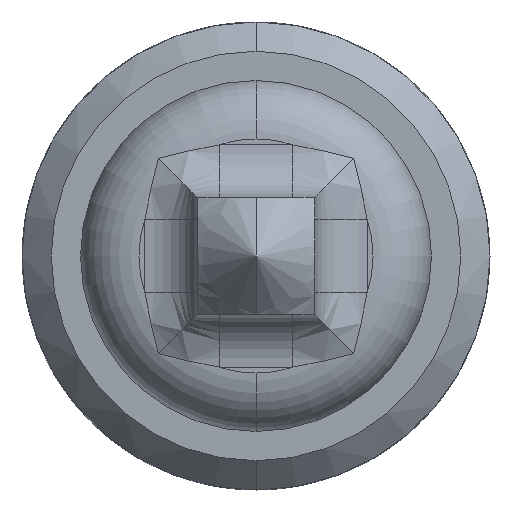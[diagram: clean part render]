
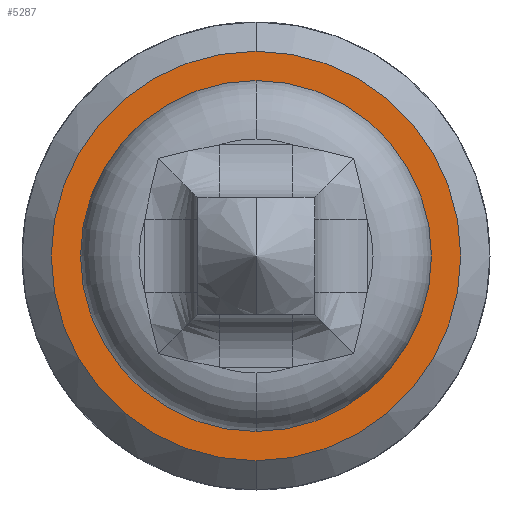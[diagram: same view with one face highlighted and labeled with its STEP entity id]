
A CAD part, front view. The second image highlights one B-rep face of the part: STEP entity #5287.
In plain terms, the highlighted planar face has unit normal (0, -1, 0).
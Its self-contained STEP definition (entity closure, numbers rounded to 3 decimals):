
#46 = ORIENTED_EDGE ( 'NONE', *, *, #3997, .T. ) ;
#134 = VERTEX_POINT ( 'NONE', #5150 ) ;
#258 = AXIS2_PLACEMENT_3D ( 'NONE', #313, #4403, #5000 ) ;
#313 = CARTESIAN_POINT ( 'NONE',  ( 0., -2., 0. ) ) ;
#606 = DIRECTION ( 'NONE',  ( 0., 1., 0. ) ) ;
#639 = VERTEX_POINT ( 'NONE', #1744 ) ;
#686 = DIRECTION ( 'NONE',  ( 0., 0., 1. ) ) ;
#1063 = CARTESIAN_POINT ( 'NONE',  ( 0., -2., -1.75 ) ) ;
#1247 = PLANE ( 'NONE',  #2839 ) ;
#1269 = DIRECTION ( 'NONE',  ( 0., 0., 1. ) ) ;
#1410 = CIRCLE ( 'NONE', #6784, 1.5 ) ;
#1711 = DIRECTION ( 'NONE',  ( 0., 1., 0. ) ) ;
#1737 = DIRECTION ( 'NONE',  ( 0., 0., 1. ) ) ;
#1744 = CARTESIAN_POINT ( 'NONE',  ( 0., -2., 1.5 ) ) ;
#1864 = EDGE_LOOP ( 'NONE', ( #46, #5915 ) ) ;
#1866 = ORIENTED_EDGE ( 'NONE', *, *, #6620, .F. ) ;
#1877 = FACE_BOUND ( 'NONE', #1864, .T. ) ;
#1898 = CARTESIAN_POINT ( 'NONE',  ( 1.75, -2., 0. ) ) ;
#2436 = DIRECTION ( 'NONE',  ( 0., 1., 0. ) ) ;
#2616 = AXIS2_PLACEMENT_3D ( 'NONE', #4097, #1711, #1737 ) ;
#2693 = VERTEX_POINT ( 'NONE', #4262 ) ;
#2839 = AXIS2_PLACEMENT_3D ( 'NONE', #1898, #2436, #686 ) ;
#3997 = EDGE_CURVE ( 'Defeature ausgef�hrt1_106+Defeature ausgef�hrt1_105+Defeature ausgef�hrt1_105+Defeature ausgef�hrt1_105', #639, #134, #6949, .T. ) ;
#4053 = FACE_OUTER_BOUND ( 'NONE', #5936, .T. ) ;
#4097 = CARTESIAN_POINT ( 'NONE',  ( 0., -2., 0. ) ) ;
#4262 = CARTESIAN_POINT ( 'NONE',  ( 0., -2., 1.75 ) ) ;
#4277 = EDGE_CURVE ( 'Defeature ausgef�hrt1_106+Defeature ausgef�hrt1_105+Defeature ausgef�hrt1_105+Defeature ausgef�hrt1_105', #134, #639, #1410, .T. ) ;
#4403 = DIRECTION ( 'NONE',  ( 0., 1., 0. ) ) ;
#4686 = CIRCLE ( 'NONE', #5715, 1.75 ) ;
#5000 = DIRECTION ( 'NONE',  ( 0., 0., 1. ) ) ;
#5150 = CARTESIAN_POINT ( 'NONE',  ( 0., -2., -1.5 ) ) ;
#5182 = ORIENTED_EDGE ( 'NONE', *, *, #6595, .F. ) ;
#5201 = DIRECTION ( 'NONE',  ( 0., 0., 1. ) ) ;
#5286 = CARTESIAN_POINT ( 'NONE',  ( 0., -2., 0. ) ) ;
#5287 = ADVANCED_FACE ( 'Defeature ausgef�hrt1_106', ( #4053, #1877 ), #1247, .F. ) ;
#5343 = DIRECTION ( 'NONE',  ( 0., 1., 0. ) ) ;
#5715 = AXIS2_PLACEMENT_3D ( 'NONE', #5286, #606, #5201 ) ;
#5915 = ORIENTED_EDGE ( 'NONE', *, *, #4277, .T. ) ;
#5936 = EDGE_LOOP ( 'NONE', ( #1866, #5182 ) ) ;
#6572 = VERTEX_POINT ( 'NONE', #1063 ) ;
#6595 = EDGE_CURVE ( 'Defeature ausgef�hrt1_107+Defeature ausgef�hrt1_106+Defeature ausgef�hrt1_106+Defeature ausgef�hrt1_106', #6572, #2693, #4686, .T. ) ;
#6620 = EDGE_CURVE ( 'Defeature ausgef�hrt1_107+Defeature ausgef�hrt1_106+Defeature ausgef�hrt1_106+Defeature ausgef�hrt1_106', #2693, #6572, #6743, .T. ) ;
#6743 = CIRCLE ( 'NONE', #2616, 1.75 ) ;
#6784 = AXIS2_PLACEMENT_3D ( 'NONE', #7082, #5343, #1269 ) ;
#6949 = CIRCLE ( 'NONE', #258, 1.5 ) ;
#7082 = CARTESIAN_POINT ( 'NONE',  ( 0., -2., 0. ) ) ;
